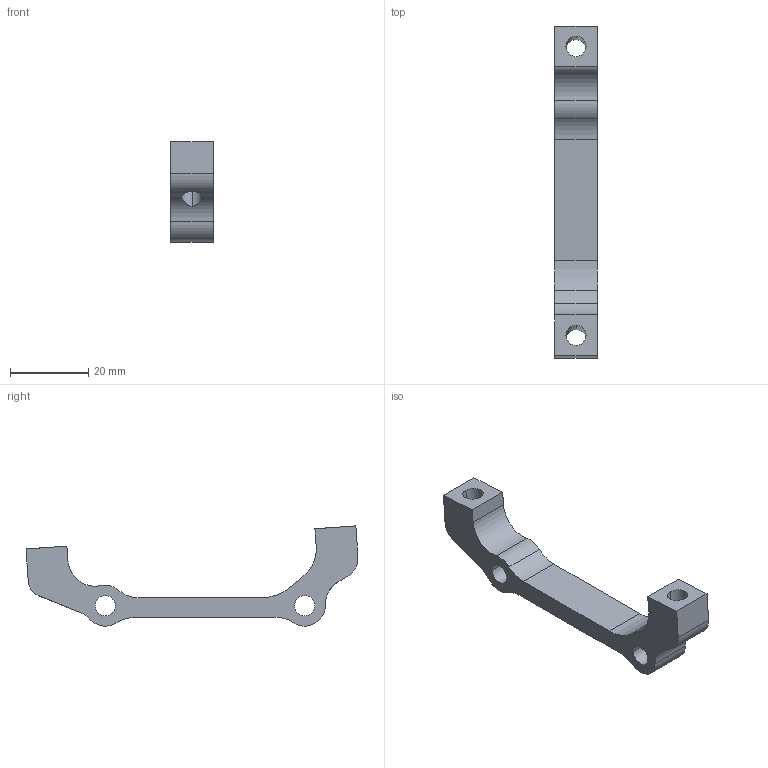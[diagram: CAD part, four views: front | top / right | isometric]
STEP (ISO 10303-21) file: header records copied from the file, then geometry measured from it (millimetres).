
FILE_DESCRIPTION((''),'2;1');
FILE_NAME('20-5015-090-100','2021-05-25T10:37:55',('pmedalie'),('SRAM CORPORATION'),'CREO PARAMETRIC BY PTC INC, 2019080','CREO PARAMETRIC BY PTC INC, 2019080','');
FILE_SCHEMA(('CONFIG_CONTROL_DESIGN'));
Length unit declared in the file: millimetre
Products named in the file (1): 20-5015-090-100
Bounding box: 11 x 85.02 x 25.66 mm (x, y, z)
Volume: 7075.3 mm3; surface area: 4556.4 mm2
Topology: 1 solids, 1 shells, 250 faces, 723 edges, 482 vertices
Faces by surface type: plane 229, cylinder 21
Entity records: 8177 total; most frequent: CARTESIAN_POINT 1509, ORIENTED_EDGE 1446, DIRECTION 1253, EDGE_CURVE 723, VECTOR 677, LINE 677, VERTEX_POINT 482, AXIS2_PLACEMENT_3D 288
